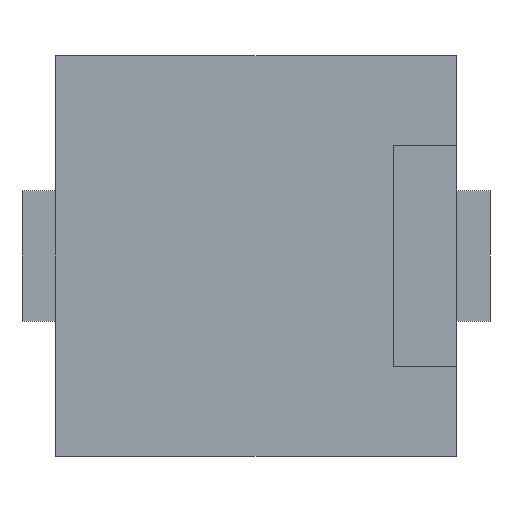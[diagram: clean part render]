
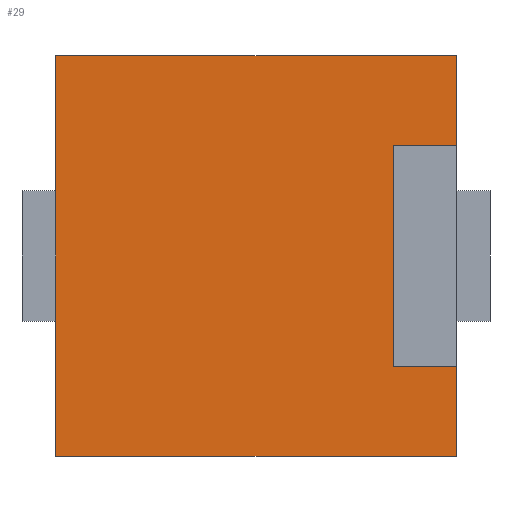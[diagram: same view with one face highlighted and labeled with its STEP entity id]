
A CAD part, left-side view. The second image highlights one B-rep face of the part: STEP entity #29.
In plain terms, the highlighted face is planar.
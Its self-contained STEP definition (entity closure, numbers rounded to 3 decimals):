
#13 = DIRECTION ( 'NONE',  ( -1., 0., 0. ) ) ;
#16 = ORIENTED_EDGE ( 'NONE', *, *, #444, .F. ) ;
#29 = ADVANCED_FACE ( 'NONE', ( #154 ), #1121, .T. ) ;
#37 = VERTEX_POINT ( 'NONE', #1228 ) ;
#52 = CARTESIAN_POINT ( 'NONE',  ( 19., 0., -19. ) ) ;
#55 = ORIENTED_EDGE ( 'NONE', *, *, #357, .F. ) ;
#65 = CARTESIAN_POINT ( 'NONE',  ( 13., 0., 10.5 ) ) ;
#77 = DIRECTION ( 'NONE',  ( 0., -1., 0. ) ) ;
#85 = CARTESIAN_POINT ( 'NONE',  ( 19., 0., 19. ) ) ;
#95 = VECTOR ( 'NONE', #997, 1000. ) ;
#124 = VERTEX_POINT ( 'NONE', #52 ) ;
#134 = LINE ( 'NONE', #450, #873 ) ;
#154 = FACE_OUTER_BOUND ( 'NONE', #498, .T. ) ;
#183 = ORIENTED_EDGE ( 'NONE', *, *, #1347, .F. ) ;
#234 = CARTESIAN_POINT ( 'NONE',  ( 19., 0., 19. ) ) ;
#256 = VECTOR ( 'NONE', #1111, 1000. ) ;
#290 = CARTESIAN_POINT ( 'NONE',  ( 19., 0., -10.5 ) ) ;
#351 = DIRECTION ( 'NONE',  ( 0., 0., -1. ) ) ;
#354 = VECTOR ( 'NONE', #13, 1000. ) ;
#357 = EDGE_CURVE ( 'NONE', #662, #917, #1196, .T. ) ;
#434 = LINE ( 'NONE', #651, #354 ) ;
#444 = EDGE_CURVE ( 'NONE', #508, #662, #134, .T. ) ;
#450 = CARTESIAN_POINT ( 'NONE',  ( -19., 0., 19. ) ) ;
#464 = ORIENTED_EDGE ( 'NONE', *, *, #1114, .F. ) ;
#492 = VERTEX_POINT ( 'NONE', #290 ) ;
#494 = CARTESIAN_POINT ( 'NONE',  ( 19., 0., -10.5 ) ) ;
#498 = EDGE_LOOP ( 'NONE', ( #731, #464, #563, #183, #55, #16, #1299, #714 ) ) ;
#508 = VERTEX_POINT ( 'NONE', #1015 ) ;
#563 = ORIENTED_EDGE ( 'NONE', *, *, #568, .F. ) ;
#567 = CARTESIAN_POINT ( 'NONE',  ( -19., 0., 19. ) ) ;
#568 = EDGE_CURVE ( 'NONE', #37, #949, #1033, .T. ) ;
#625 = LINE ( 'NONE', #494, #256 ) ;
#630 = LINE ( 'NONE', #85, #961 ) ;
#651 = CARTESIAN_POINT ( 'NONE',  ( -19., 0., -19. ) ) ;
#662 = VERTEX_POINT ( 'NONE', #1369 ) ;
#692 = CARTESIAN_POINT ( 'NONE',  ( 0., 0., 0. ) ) ;
#697 = LINE ( 'NONE', #1119, #1302 ) ;
#701 = CARTESIAN_POINT ( 'NONE',  ( 13., 0., -10.5 ) ) ;
#707 = DIRECTION ( 'NONE',  ( 0., 0., -1. ) ) ;
#714 = ORIENTED_EDGE ( 'NONE', *, *, #835, .F. ) ;
#731 = ORIENTED_EDGE ( 'NONE', *, *, #1063, .F. ) ;
#759 = EDGE_CURVE ( 'NONE', #124, #508, #434, .T. ) ;
#808 = CARTESIAN_POINT ( 'NONE',  ( 19., 0., 10.5 ) ) ;
#820 = VECTOR ( 'NONE', #1136, 1000. ) ;
#835 = EDGE_CURVE ( 'NONE', #492, #124, #982, .T. ) ;
#873 = VECTOR ( 'NONE', #1309, 1000. ) ;
#883 = VECTOR ( 'NONE', #351, 1000. ) ;
#917 = VERTEX_POINT ( 'NONE', #1103 ) ;
#949 = VERTEX_POINT ( 'NONE', #65 ) ;
#961 = VECTOR ( 'NONE', #707, 1000. ) ;
#982 = LINE ( 'NONE', #234, #883 ) ;
#997 = DIRECTION ( 'NONE',  ( 1., 0., 0. ) ) ;
#1015 = CARTESIAN_POINT ( 'NONE',  ( -19., 0., -19. ) ) ;
#1033 = LINE ( 'NONE', #808, #820 ) ;
#1043 = DIRECTION ( 'NONE',  ( 0., 0., -1. ) ) ;
#1063 = EDGE_CURVE ( 'NONE', #1123, #492, #625, .T. ) ;
#1100 = DIRECTION ( 'NONE',  ( 0., 0., -1. ) ) ;
#1103 = CARTESIAN_POINT ( 'NONE',  ( 19., 0., 19. ) ) ;
#1111 = DIRECTION ( 'NONE',  ( 1., 0., 0. ) ) ;
#1114 = EDGE_CURVE ( 'NONE', #949, #1123, #697, .T. ) ;
#1119 = CARTESIAN_POINT ( 'NONE',  ( 13., 0., -10.5 ) ) ;
#1121 = PLANE ( 'NONE',  #1277 ) ;
#1123 = VERTEX_POINT ( 'NONE', #701 ) ;
#1136 = DIRECTION ( 'NONE',  ( -1., 0., 0. ) ) ;
#1196 = LINE ( 'NONE', #567, #95 ) ;
#1228 = CARTESIAN_POINT ( 'NONE',  ( 19., 0., 10.5 ) ) ;
#1277 = AXIS2_PLACEMENT_3D ( 'NONE', #692, #77, #1100 ) ;
#1299 = ORIENTED_EDGE ( 'NONE', *, *, #759, .F. ) ;
#1302 = VECTOR ( 'NONE', #1043, 1000. ) ;
#1309 = DIRECTION ( 'NONE',  ( 0., 0., 1. ) ) ;
#1347 = EDGE_CURVE ( 'NONE', #917, #37, #630, .T. ) ;
#1369 = CARTESIAN_POINT ( 'NONE',  ( -19., 0., 19. ) ) ;
